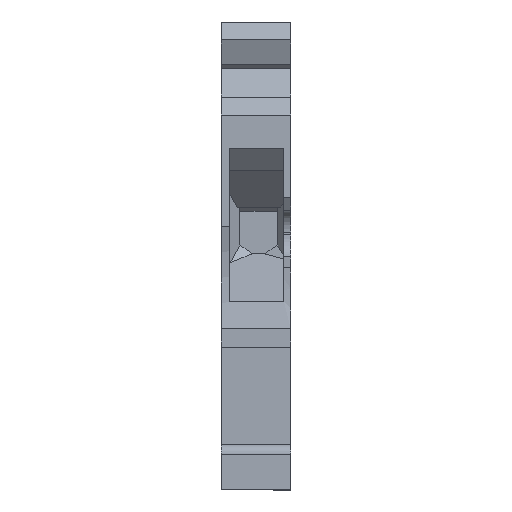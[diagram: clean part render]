
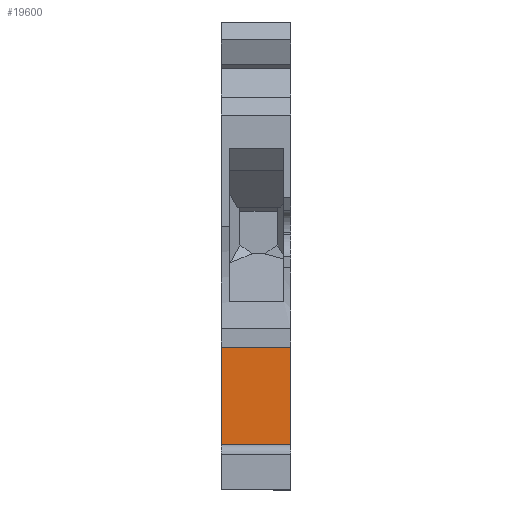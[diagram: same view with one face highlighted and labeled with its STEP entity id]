
A CAD part, front view. The second image highlights one B-rep face of the part: STEP entity #19600.
In plain terms, the highlighted face is planar.
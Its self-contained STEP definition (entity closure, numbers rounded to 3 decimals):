
#6820=CARTESIAN_POINT('',(-46.4,-4.5,
6.15));
#6830=VERTEX_POINT('',#6820);
#6860=CARTESIAN_POINT('',(-46.4,-8.854,
6.15));
#6870=DIRECTION('',(0.,1.,0.));
#6880=VECTOR('',#6870,1.);
#6890=LINE('',#6860,#6880);
#6900=CARTESIAN_POINT('',(-46.4,6.6,
6.15));
#6910=VERTEX_POINT('',#6900);
#6920=EDGE_CURVE('',#6830,#6910,#6890,.T.);
#12730=CARTESIAN_POINT('',(-46.4,6.6,
0.));
#12740=VERTEX_POINT('',#12730);
#12770=CARTESIAN_POINT('',(-46.4,28.657,
0.));
#12780=DIRECTION('',(0.,1.,0.));
#12790=VECTOR('',#12780,1.);
#12800=LINE('',#12770,#12790);
#12810=CARTESIAN_POINT('',(-46.4,-2.,
0.));
#12820=VERTEX_POINT('',#12810);
#12830=EDGE_CURVE('',#12820,#12740,#12800,.T.);
#19100=CARTESIAN_POINT('',(-46.4,6.6,
6.15));
#19110=DIRECTION('',(0.,0.,-1.));
#19120=VECTOR('',#19110,1.);
#19130=LINE('',#19100,#19120);
#19140=EDGE_CURVE('',#6910,#12740,#19130,.T.);
#19280=CARTESIAN_POINT('',(-46.4,-4.5,
6.15));
#19290=DIRECTION('',(1.,0.,0.));
#19300=DIRECTION('',(0.,-1.,0.));
#19310=AXIS2_PLACEMENT_3D('',#19280,#19290,#19300);
#19320=PLANE('',#19310);
#19330=ORIENTED_EDGE('',*,*,#6920,.T.);
#19340=CARTESIAN_POINT('',(-46.4,-4.5,
6.15));
#19350=DIRECTION('',(0.,0.,-1.));
#19360=VECTOR('',#19350,1.);
#19370=LINE('',#19340,#19360);
#19380=CARTESIAN_POINT('',(-46.4,-4.5,
1.));
#19390=VERTEX_POINT('',#19380);
#19400=EDGE_CURVE('',#6830,#19390,#19370,.T.);
#19410=ORIENTED_EDGE('',*,*,#19400,.F.);
#19420=CARTESIAN_POINT('',(-46.4,28.657,
1.));
#19430=DIRECTION('',(0.,1.,0.));
#19440=VECTOR('',#19430,1.);
#19450=LINE('',#19420,#19440);
#19460=CARTESIAN_POINT('',(-46.4,-2.,
1.));
#19470=VERTEX_POINT('',#19460);
#19480=EDGE_CURVE('',#19390,#19470,#19450,.T.);
#19490=ORIENTED_EDGE('',*,*,#19480,.F.);
#19500=CARTESIAN_POINT('',(-46.4,-2.,
6.15));
#19510=DIRECTION('',(0.,0.,1.));
#19520=VECTOR('',#19510,1.);
#19530=LINE('',#19500,#19520);
#19540=EDGE_CURVE('',#12820,#19470,#19530,.T.);
#19550=ORIENTED_EDGE('',*,*,#19540,.T.);
#19560=ORIENTED_EDGE('',*,*,#12830,.F.);
#19570=ORIENTED_EDGE('',*,*,#19140,.T.);
#19580=EDGE_LOOP('',(#19570,#19560,#19550,#19490,#19410,#19330));
#19590=FACE_OUTER_BOUND('',#19580,.T.);
#19600=ADVANCED_FACE('',(#19590),#19320,.F.);
